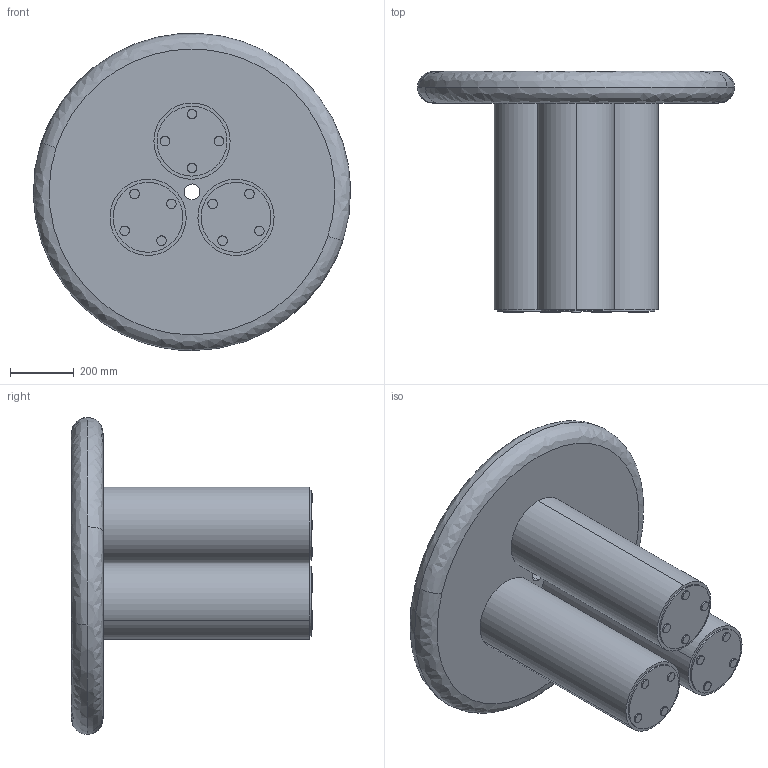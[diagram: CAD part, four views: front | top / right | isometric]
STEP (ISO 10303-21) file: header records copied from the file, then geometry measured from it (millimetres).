
FILE_DESCRIPTION(/* description */ (''),/* implementation_level */ '2;1');
FILE_NAME(/* name */ '1000 Round',/* time_stamp */ '2022-07-14T15:29:21+01:00',/* author */ (''),/* organization */ (''),/* preprocessor_version */ 'ST-DEVELOPER v16.5',/* originating_system */ '',/* authorisation */ '');
FILE_SCHEMA (('AUTOMOTIVE_DESIGN'));
Length unit declared in the file: millimetre
Products named in the file (1): Document
Bounding box: 999.68 x 760 x 999.59 mm (x, y, z)
Volume: 164325088.9 mm3; surface area: 3523894.1 mm2
Topology: 4 solids, 4 shells, 65 faces, 129 edges, 87 vertices
Faces by surface type: bspline 42, plane 23
Entity records: 1940 total; most frequent: CARTESIAN_POINT 1063, ORIENTED_EDGE 258, EDGE_CURVE 129, VERTEX_POINT 87, EDGE_LOOP 82, ADVANCED_FACE 65, FACE_OUTER_BOUND 65, B_SPLINE_CURVE_WITH_KNOTS 38
